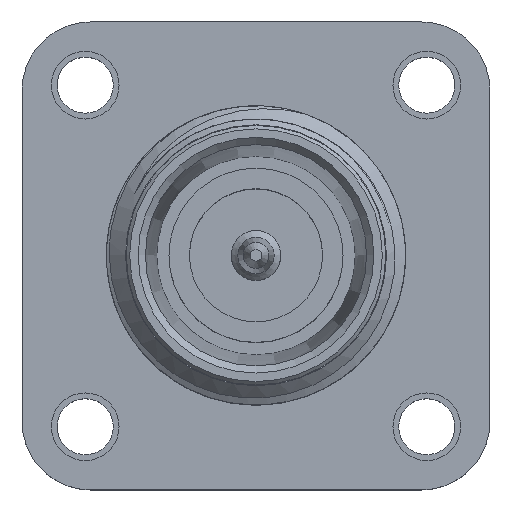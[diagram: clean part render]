
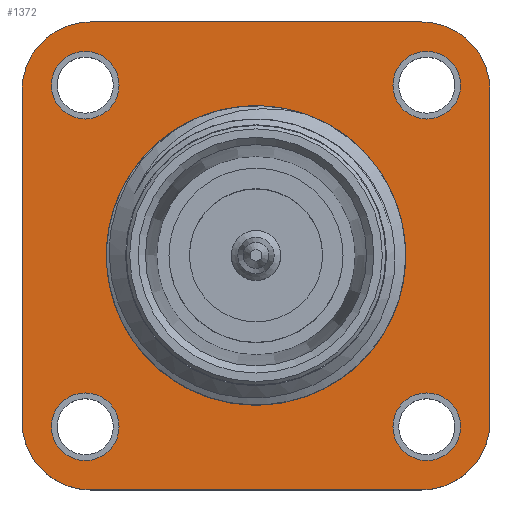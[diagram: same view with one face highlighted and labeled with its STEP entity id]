
A CAD part, top view. The second image highlights one B-rep face of the part: STEP entity #1372.
In plain terms, the highlighted planar face has unit normal (0, 0, 1).
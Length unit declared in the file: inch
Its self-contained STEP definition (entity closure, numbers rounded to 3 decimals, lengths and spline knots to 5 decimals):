
#24 = FACE_BOUND ( 'NONE', #2350, .T. ) ;
#35 = CARTESIAN_POINT ( 'NONE',  ( -0.34252, -0.24252, 0. ) ) ;
#104 = DIRECTION ( 'NONE',  ( -1., 0., 0. ) ) ;
#129 = CIRCLE ( 'NONE', #1072, 0.0495 ) ;
#172 = ORIENTED_EDGE ( 'NONE', *, *, #1363, .T. ) ;
#190 = CARTESIAN_POINT ( 'NONE',  ( 0.34252, -0.34252, 0. ) ) ;
#242 = ORIENTED_EDGE ( 'NONE', *, *, #1845, .F. ) ;
#244 = EDGE_LOOP ( 'NONE', ( #2310 ) ) ;
#248 = CARTESIAN_POINT ( 'NONE',  ( 0., 0., 0. ) ) ;
#250 = DIRECTION ( 'NONE',  ( 1., 0., 0. ) ) ;
#255 = VERTEX_POINT ( 'NONE', #770 ) ;
#303 = DIRECTION ( 'NONE',  ( 0., 0., 1. ) ) ;
#308 = DIRECTION ( 'NONE',  ( 0., 0., 1. ) ) ;
#327 = VERTEX_POINT ( 'NONE', #2746 ) ;
#338 = VERTEX_POINT ( 'NONE', #1475 ) ;
#339 = VERTEX_POINT ( 'NONE', #1503 ) ;
#341 = CIRCLE ( 'NONE', #1338, 0.1 ) ;
#387 = LINE ( 'NONE', #3240, #430 ) ;
#410 = EDGE_LOOP ( 'NONE', ( #2271 ) ) ;
#430 = VECTOR ( 'NONE', #1985, 39.37008 ) ;
#469 = DIRECTION ( 'NONE',  ( 0., 0., -1. ) ) ;
#500 = DIRECTION ( 'NONE',  ( 0., 0., 1. ) ) ;
#532 = AXIS2_PLACEMENT_3D ( 'NONE', #941, #469, #1687 ) ;
#561 = VERTEX_POINT ( 'NONE', #35 ) ;
#576 = CIRCLE ( 'NONE', #1628, 0.0495 ) ;
#579 = CARTESIAN_POINT ( 'NONE',  ( -0.25, -0.25, 0. ) ) ;
#604 = DIRECTION ( 'NONE',  ( 0., 0., 1. ) ) ;
#623 = CARTESIAN_POINT ( 'NONE',  ( 0.24252, 0.34252, 0. ) ) ;
#650 = CIRCLE ( 'NONE', #696, 0.1 ) ;
#669 = CARTESIAN_POINT ( 'NONE',  ( 0.24252, 0.24252, 0. ) ) ;
#677 = AXIS2_PLACEMENT_3D ( 'NONE', #3083, #303, #2291 ) ;
#696 = AXIS2_PLACEMENT_3D ( 'NONE', #2207, #963, #2719 ) ;
#723 = VERTEX_POINT ( 'NONE', #2041 ) ;
#728 = CARTESIAN_POINT ( 'NONE',  ( -0.34252, 0.34252, 0. ) ) ;
#743 = DIRECTION ( 'NONE',  ( -1., 0., 0. ) ) ;
#770 = CARTESIAN_POINT ( 'NONE',  ( -0.2005, 0.25, 0. ) ) ;
#781 = VERTEX_POINT ( 'NONE', #2249 ) ;
#826 = VERTEX_POINT ( 'NONE', #2245 ) ;
#909 = VERTEX_POINT ( 'NONE', #2530 ) ;
#920 = FACE_BOUND ( 'NONE', #1327, .T. ) ;
#931 = CIRCLE ( 'NONE', #677, 0.0495 ) ;
#932 = LINE ( 'NONE', #190, #2177 ) ;
#941 = CARTESIAN_POINT ( 'NONE',  ( 0., 0., 0. ) ) ;
#963 = DIRECTION ( 'NONE',  ( 0., 0., 1. ) ) ;
#977 = CARTESIAN_POINT ( 'NONE',  ( 0.25, -0.25, 0. ) ) ;
#1003 = FACE_OUTER_BOUND ( 'NONE', #3181, .T. ) ;
#1026 = ORIENTED_EDGE ( 'NONE', *, *, #1852, .F. ) ;
#1039 = EDGE_CURVE ( 'NONE', #781, #338, #932, .T. ) ;
#1072 = AXIS2_PLACEMENT_3D ( 'NONE', #579, #1324, #1306 ) ;
#1119 = FACE_BOUND ( 'NONE', #1668, .T. ) ;
#1122 = DIRECTION ( 'NONE',  ( 1., 0., 0. ) ) ;
#1173 = ORIENTED_EDGE ( 'NONE', *, *, #1625, .T. ) ;
#1176 = DIRECTION ( 'NONE',  ( -1., 0., 0. ) ) ;
#1194 = EDGE_CURVE ( 'NONE', #255, #255, #1555, .T. ) ;
#1207 = VECTOR ( 'NONE', #1122, 39.37008 ) ;
#1221 = CARTESIAN_POINT ( 'NONE',  ( -0.24252, -0.34252, 0. ) ) ;
#1286 = EDGE_CURVE ( 'NONE', #1498, #1498, #2066, .T. ) ;
#1293 = DIRECTION ( 'NONE',  ( -1., 0., 0. ) ) ;
#1301 = EDGE_CURVE ( 'NONE', #327, #561, #387, .T. ) ;
#1306 = DIRECTION ( 'NONE',  ( 1., 0., 0. ) ) ;
#1324 = DIRECTION ( 'NONE',  ( 0., 0., 1. ) ) ;
#1327 = EDGE_LOOP ( 'NONE', ( #3107 ) ) ;
#1338 = AXIS2_PLACEMENT_3D ( 'NONE', #2372, #604, #104 ) ;
#1363 = EDGE_CURVE ( 'NONE', #1678, #1944, #1812, .T. ) ;
#1372 = ADVANCED_FACE ( 'NONE', ( #1655, #24, #920, #1119, #1892, #1003 ), #2957, .F. ) ;
#1407 = VERTEX_POINT ( 'NONE', #1221 ) ;
#1416 = EDGE_CURVE ( 'NONE', #1944, #327, #650, .T. ) ;
#1474 = AXIS2_PLACEMENT_3D ( 'NONE', #669, #2933, #1176 ) ;
#1475 = CARTESIAN_POINT ( 'NONE',  ( 0.34252, 0.24252, 0. ) ) ;
#1498 = VERTEX_POINT ( 'NONE', #1525 ) ;
#1503 = CARTESIAN_POINT ( 'NONE',  ( 0.2995, -0.25, 0. ) ) ;
#1525 = CARTESIAN_POINT ( 'NONE',  ( 0.21875, 0., 0. ) ) ;
#1555 = CIRCLE ( 'NONE', #2599, 0.0495 ) ;
#1609 = VECTOR ( 'NONE', #743, 39.37008 ) ;
#1625 = EDGE_CURVE ( 'NONE', #1407, #723, #2534, .T. ) ;
#1628 = AXIS2_PLACEMENT_3D ( 'NONE', #977, #2499, #250 ) ;
#1655 = FACE_BOUND ( 'NONE', #410, .T. ) ;
#1668 = EDGE_LOOP ( 'NONE', ( #242 ) ) ;
#1678 = VERTEX_POINT ( 'NONE', #623 ) ;
#1687 = DIRECTION ( 'NONE',  ( -1., 0., 0. ) ) ;
#1699 = DIRECTION ( 'NONE',  ( 1., 0., 0. ) ) ;
#1812 = LINE ( 'NONE', #728, #1609 ) ;
#1838 = DIRECTION ( 'NONE',  ( 1., 0., 0. ) ) ;
#1845 = EDGE_CURVE ( 'NONE', #826, #826, #129, .T. ) ;
#1851 = CARTESIAN_POINT ( 'NONE',  ( -0.34252, -0.34252, 0. ) ) ;
#1852 = EDGE_CURVE ( 'NONE', #909, #909, #931, .T. ) ;
#1892 = FACE_BOUND ( 'NONE', #244, .T. ) ;
#1941 = DIRECTION ( 'NONE',  ( 0., 1., 0. ) ) ;
#1944 = VERTEX_POINT ( 'NONE', #2856 ) ;
#1985 = DIRECTION ( 'NONE',  ( 0., -1., 0. ) ) ;
#2041 = CARTESIAN_POINT ( 'NONE',  ( 0.24252, -0.34252, 0. ) ) ;
#2066 = CIRCLE ( 'NONE', #3102, 0.21875 ) ;
#2102 = AXIS2_PLACEMENT_3D ( 'NONE', #2552, #308, #1293 ) ;
#2148 = ORIENTED_EDGE ( 'NONE', *, *, #2430, .T. ) ;
#2177 = VECTOR ( 'NONE', #1941, 39.37008 ) ;
#2191 = EDGE_CURVE ( 'NONE', #723, #781, #341, .T. ) ;
#2207 = CARTESIAN_POINT ( 'NONE',  ( -0.24252, 0.24252, 0. ) ) ;
#2245 = CARTESIAN_POINT ( 'NONE',  ( -0.2005, -0.25, 0. ) ) ;
#2249 = CARTESIAN_POINT ( 'NONE',  ( 0.34252, -0.24252, 0. ) ) ;
#2271 = ORIENTED_EDGE ( 'NONE', *, *, #1286, .F. ) ;
#2291 = DIRECTION ( 'NONE',  ( 1., 0., 0. ) ) ;
#2310 = ORIENTED_EDGE ( 'NONE', *, *, #2468, .F. ) ;
#2346 = ORIENTED_EDGE ( 'NONE', *, *, #1416, .T. ) ;
#2350 = EDGE_LOOP ( 'NONE', ( #1026 ) ) ;
#2372 = CARTESIAN_POINT ( 'NONE',  ( 0.24252, -0.24252, 0. ) ) ;
#2384 = CARTESIAN_POINT ( 'NONE',  ( -0.25, 0.25, 0. ) ) ;
#2389 = ORIENTED_EDGE ( 'NONE', *, *, #1301, .T. ) ;
#2430 = EDGE_CURVE ( 'NONE', #338, #1678, #2450, .T. ) ;
#2450 = CIRCLE ( 'NONE', #1474, 0.1 ) ;
#2468 = EDGE_CURVE ( 'NONE', #339, #339, #576, .T. ) ;
#2499 = DIRECTION ( 'NONE',  ( 0., 0., 1. ) ) ;
#2530 = CARTESIAN_POINT ( 'NONE',  ( 0.2995, 0.25, 0. ) ) ;
#2534 = LINE ( 'NONE', #1851, #1207 ) ;
#2552 = CARTESIAN_POINT ( 'NONE',  ( -0.24252, -0.24252, 0. ) ) ;
#2599 = AXIS2_PLACEMENT_3D ( 'NONE', #2384, #2835, #1838 ) ;
#2633 = CIRCLE ( 'NONE', #2102, 0.1 ) ;
#2669 = ORIENTED_EDGE ( 'NONE', *, *, #2191, .T. ) ;
#2719 = DIRECTION ( 'NONE',  ( -1., 0., 0. ) ) ;
#2746 = CARTESIAN_POINT ( 'NONE',  ( -0.34252, 0.24252, 0. ) ) ;
#2824 = EDGE_CURVE ( 'NONE', #561, #1407, #2633, .T. ) ;
#2835 = DIRECTION ( 'NONE',  ( 0., 0., 1. ) ) ;
#2856 = CARTESIAN_POINT ( 'NONE',  ( -0.24252, 0.34252, 0. ) ) ;
#2900 = ORIENTED_EDGE ( 'NONE', *, *, #1039, .T. ) ;
#2905 = ORIENTED_EDGE ( 'NONE', *, *, #2824, .T. ) ;
#2933 = DIRECTION ( 'NONE',  ( 0., 0., 1. ) ) ;
#2957 = PLANE ( 'NONE',  #532 ) ;
#3083 = CARTESIAN_POINT ( 'NONE',  ( 0.25, 0.25, 0. ) ) ;
#3102 = AXIS2_PLACEMENT_3D ( 'NONE', #248, #500, #1699 ) ;
#3107 = ORIENTED_EDGE ( 'NONE', *, *, #1194, .F. ) ;
#3181 = EDGE_LOOP ( 'NONE', ( #172, #2346, #2389, #2905, #1173, #2669, #2900, #2148 ) ) ;
#3240 = CARTESIAN_POINT ( 'NONE',  ( -0.34252, -0.34252, 0. ) ) ;
